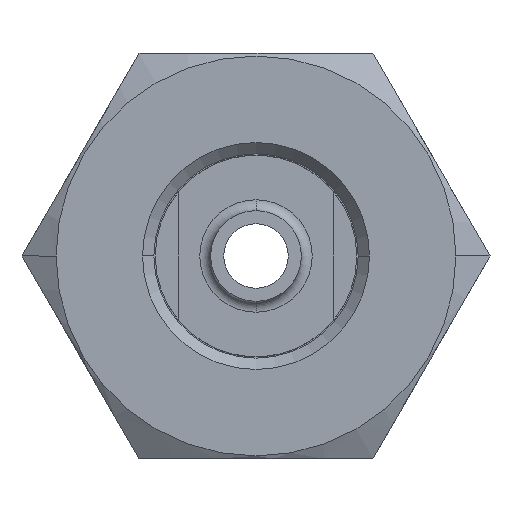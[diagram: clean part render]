
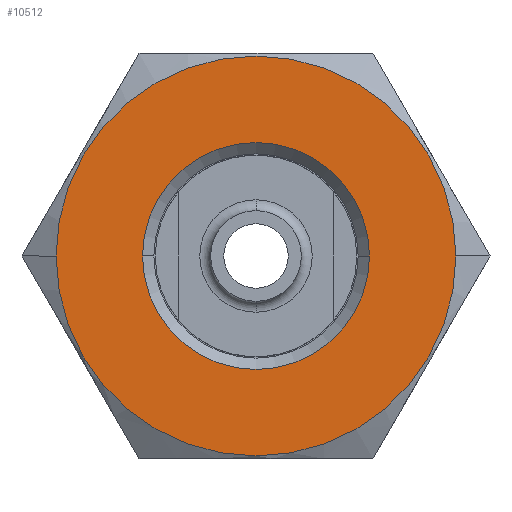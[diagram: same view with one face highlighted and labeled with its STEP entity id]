
A CAD part, left-side view. The second image highlights one B-rep face of the part: STEP entity #10512.
In plain terms, the highlighted planar face has unit normal (-1, 0, 0).
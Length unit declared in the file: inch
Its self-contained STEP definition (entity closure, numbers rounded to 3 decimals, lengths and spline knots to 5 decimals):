
#397 = FACE_BOUND ( 'NONE', #2775, .T. ) ;
#439 = CIRCLE ( 'NONE', #2754, 0.315 ) ;
#485 = PLANE ( 'NONE',  #8752 ) ;
#523 = DIRECTION ( 'NONE',  ( 1., 0., 0. ) ) ;
#1389 = VERTEX_POINT ( 'NONE', #8013 ) ;
#1437 = DIRECTION ( 'NONE',  ( -1., 0., 0. ) ) ;
#1565 = DIRECTION ( 'NONE',  ( 0., 1., 0. ) ) ;
#1896 = EDGE_CURVE ( 'NONE', #4858, #1389, #11192, .T. ) ;
#2021 = FACE_OUTER_BOUND ( 'NONE', #5686, .T. ) ;
#2317 = DIRECTION ( 'NONE',  ( 0., 1., 0. ) ) ;
#2342 = DIRECTION ( 'NONE',  ( 0., -1., 0. ) ) ;
#2683 = ORIENTED_EDGE ( 'NONE', *, *, #1896, .F. ) ;
#2754 = AXIS2_PLACEMENT_3D ( 'NONE', #11162, #7013, #3892 ) ;
#2775 = EDGE_LOOP ( 'NONE', ( #12629, #13062 ) ) ;
#2803 = DIRECTION ( 'NONE',  ( 1., 0., 0. ) ) ;
#3644 = CARTESIAN_POINT ( 'NONE',  ( -0.57695, 0.03883, 0. ) ) ;
#3732 = VERTEX_POINT ( 'NONE', #8266 ) ;
#3892 = DIRECTION ( 'NONE',  ( 0., 1., 0. ) ) ;
#4858 = VERTEX_POINT ( 'NONE', #13232 ) ;
#5346 = CIRCLE ( 'NONE', #7691, 0.555 ) ;
#5686 = EDGE_LOOP ( 'NONE', ( #7305, #2683 ) ) ;
#5868 = CARTESIAN_POINT ( 'NONE',  ( -0.57695, 0.03883, 0. ) ) ;
#7013 = DIRECTION ( 'NONE',  ( 1., 0., 0. ) ) ;
#7241 = AXIS2_PLACEMENT_3D ( 'NONE', #3644, #523, #1565 ) ;
#7305 = ORIENTED_EDGE ( 'NONE', *, *, #13076, .F. ) ;
#7691 = AXIS2_PLACEMENT_3D ( 'NONE', #11834, #12851, #2317 ) ;
#8013 = CARTESIAN_POINT ( 'NONE',  ( -0.57695, 0.59383, 0. ) ) ;
#8266 = CARTESIAN_POINT ( 'NONE',  ( -0.57695, -0.27617, 0. ) ) ;
#8752 = AXIS2_PLACEMENT_3D ( 'NONE', #9772, #1437, #2342 ) ;
#8933 = AXIS2_PLACEMENT_3D ( 'NONE', #5868, #2803, #13244 ) ;
#9038 = VERTEX_POINT ( 'NONE', #13511 ) ;
#9772 = CARTESIAN_POINT ( 'NONE',  ( -0.57695, 0.35383, 0. ) ) ;
#10512 = ADVANCED_FACE ( 'NONE', ( #397, #2021 ), #485, .T. ) ;
#11162 = CARTESIAN_POINT ( 'NONE',  ( -0.57695, 0.03883, 0. ) ) ;
#11192 = CIRCLE ( 'NONE', #7241, 0.555 ) ;
#11834 = CARTESIAN_POINT ( 'NONE',  ( -0.57695, 0.03883, 0. ) ) ;
#11923 = CIRCLE ( 'NONE', #8933, 0.315 ) ;
#12629 = ORIENTED_EDGE ( 'NONE', *, *, #13510, .T. ) ;
#12851 = DIRECTION ( 'NONE',  ( 1., 0., 0. ) ) ;
#13062 = ORIENTED_EDGE ( 'NONE', *, *, #13413, .T. ) ;
#13076 = EDGE_CURVE ( 'NONE', #1389, #4858, #5346, .T. ) ;
#13232 = CARTESIAN_POINT ( 'NONE',  ( -0.57695, -0.51617, 0. ) ) ;
#13244 = DIRECTION ( 'NONE',  ( 0., 1., 0. ) ) ;
#13413 = EDGE_CURVE ( 'NONE', #9038, #3732, #11923, .T. ) ;
#13510 = EDGE_CURVE ( 'NONE', #3732, #9038, #439, .T. ) ;
#13511 = CARTESIAN_POINT ( 'NONE',  ( -0.57695, 0.35383, 0. ) ) ;
